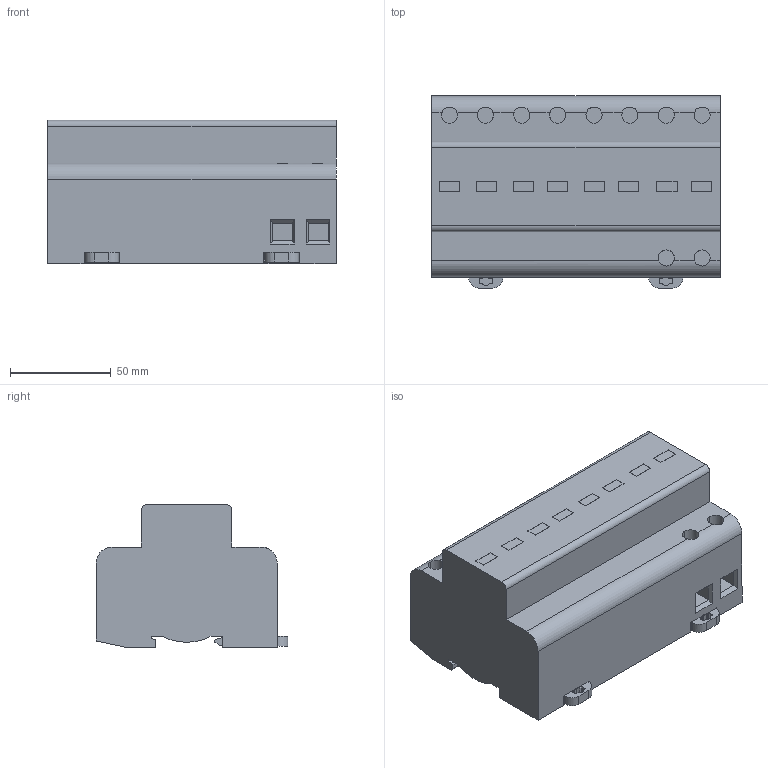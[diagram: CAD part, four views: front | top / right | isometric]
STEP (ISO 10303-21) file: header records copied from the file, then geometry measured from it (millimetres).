
FILE_DESCRIPTION(('CATIA V5 STEP Exchange','CAx-IF Rec.Pracs.--- Model Styling and Organization---1.4--- 2014-01-23'),'2;1');
FILE_NAME ('D1353936_1', '2018-12-19T13:48:09+00:00', ('none'), ('Weidmueller'), 'CATIA Version 5-6 Release 2016 SP3 HF44', 'CATIA V5 STEP AP214', 'none');
FILE_SCHEMA(('AUTOMOTIVE_DESIGN { 1 0 10303 214 1 1 1 1 }'));
Length unit declared in the file: millimetre
Products named in the file (1): S3D_VPU_AC_I_4_440_25
Bounding box: 143.3 x 95.35 x 71.29 mm (x, y, z)
Volume: 732017.3 mm3; surface area: 69729.1 mm2
Topology: 11 solids, 11 shells, 403 faces, 1080 edges, 727 vertices
Faces by surface type: plane 316, cylinder 78, extrusion 9
Entity records: 12449 total; most frequent: CARTESIAN_POINT 2569, ORIENTED_EDGE 2160, DIRECTION 1530, EDGE_CURVE 1080, VECTOR 841, LINE 832, VERTEX_POINT 727, EDGE_LOOP 435
